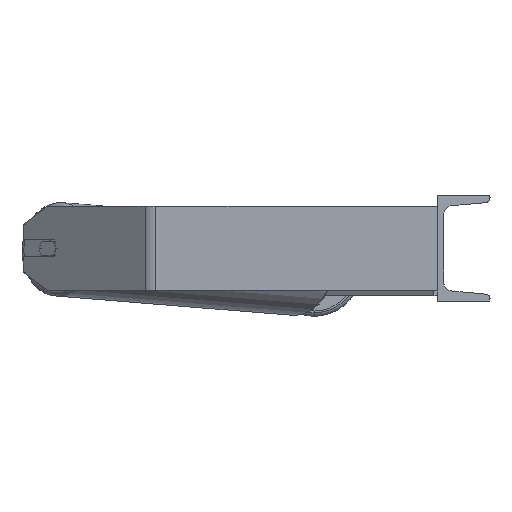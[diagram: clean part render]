
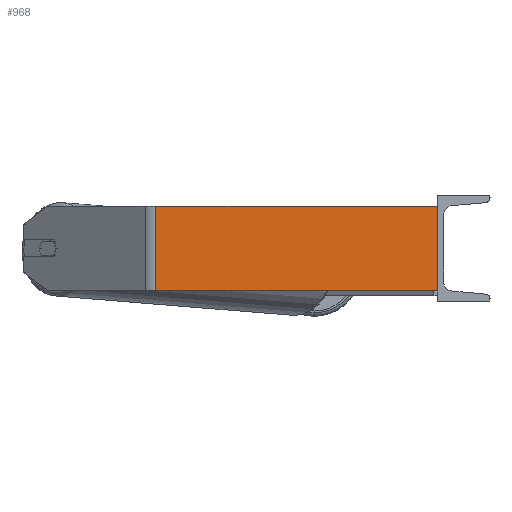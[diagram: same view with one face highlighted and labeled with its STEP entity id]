
A CAD part, left-side view. The second image highlights one B-rep face of the part: STEP entity #968.
In plain terms, the highlighted planar face has unit normal (-1, 0, 0).
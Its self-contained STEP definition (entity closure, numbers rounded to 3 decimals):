
#138 = FACE_OUTER_BOUND ( 'NONE', #6425, .T. ) ;
#728 = DIRECTION ( 'NONE',  ( 0., 1., 0. ) ) ;
#968 = ADVANCED_FACE ( 'NONE', ( #138 ), #2868, .F. ) ;
#1109 = VERTEX_POINT ( 'NONE', #7366 ) ;
#1111 = VECTOR ( 'NONE', #2063, 1000. ) ;
#1338 = LINE ( 'NONE', #8943, #5252 ) ;
#1496 = ORIENTED_EDGE ( 'NONE', *, *, #2452, .F. ) ;
#1511 = CARTESIAN_POINT ( 'NONE',  ( -585., 267.205, -40. ) ) ;
#1697 = ORIENTED_EDGE ( 'NONE', *, *, #3283, .T. ) ;
#2063 = DIRECTION ( 'NONE',  ( 0., -1., 0. ) ) ;
#2123 = CARTESIAN_POINT ( 'NONE',  ( -585., 0., 40. ) ) ;
#2452 = EDGE_CURVE ( 'NONE', #2913, #3003, #9001, .T. ) ;
#2712 = DIRECTION ( 'NONE',  ( 0., -1., 0. ) ) ;
#2868 = PLANE ( 'NONE',  #8438 ) ;
#2913 = VERTEX_POINT ( 'NONE', #7692 ) ;
#3003 = VERTEX_POINT ( 'NONE', #3747 ) ;
#3283 = EDGE_CURVE ( 'NONE', #1109, #4988, #8971, .T. ) ;
#3747 = CARTESIAN_POINT ( 'NONE',  ( -585., 0., -40. ) ) ;
#4207 = CARTESIAN_POINT ( 'NONE',  ( -585., 273.029, 40. ) ) ;
#4857 = EDGE_CURVE ( 'NONE', #1109, #2913, #8202, .T. ) ;
#4912 = CARTESIAN_POINT ( 'NONE',  ( -585., 267.205, 40. ) ) ;
#4988 = VERTEX_POINT ( 'NONE', #1511 ) ;
#5252 = VECTOR ( 'NONE', #2712, 1000. ) ;
#5458 = DIRECTION ( 'NONE',  ( 0., 0., -1. ) ) ;
#5647 = CARTESIAN_POINT ( 'NONE',  ( -585., 273.029, 40. ) ) ;
#6152 = DIRECTION ( 'NONE',  ( 0., 0., -1. ) ) ;
#6425 = EDGE_LOOP ( 'NONE', ( #8484, #1496, #7086, #1697 ) ) ;
#6908 = VECTOR ( 'NONE', #6152, 1000. ) ;
#7086 = ORIENTED_EDGE ( 'NONE', *, *, #4857, .F. ) ;
#7366 = CARTESIAN_POINT ( 'NONE',  ( -585., 267.205, 40. ) ) ;
#7692 = CARTESIAN_POINT ( 'NONE',  ( -585., 0., 40. ) ) ;
#7860 = DIRECTION ( 'NONE',  ( 1., 0., 0. ) ) ;
#8202 = LINE ( 'NONE', #4207, #1111 ) ;
#8438 = AXIS2_PLACEMENT_3D ( 'NONE', #5647, #7860, #728 ) ;
#8484 = ORIENTED_EDGE ( 'NONE', *, *, #8802, .T. ) ;
#8508 = VECTOR ( 'NONE', #5458, 1000. ) ;
#8802 = EDGE_CURVE ( 'NONE', #4988, #3003, #1338, .T. ) ;
#8943 = CARTESIAN_POINT ( 'NONE',  ( -585., 273.029, -40. ) ) ;
#8971 = LINE ( 'NONE', #4912, #6908 ) ;
#9001 = LINE ( 'NONE', #2123, #8508 ) ;
